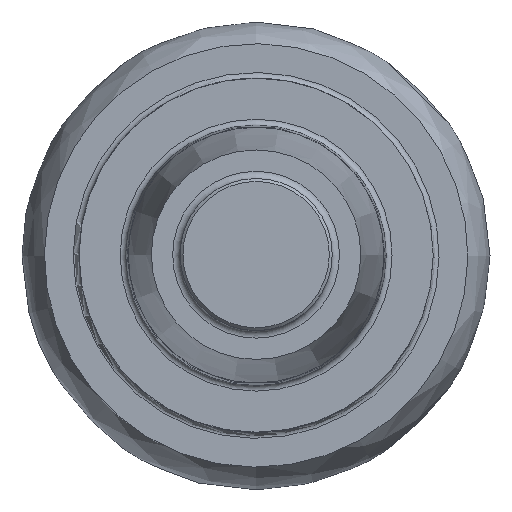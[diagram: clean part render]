
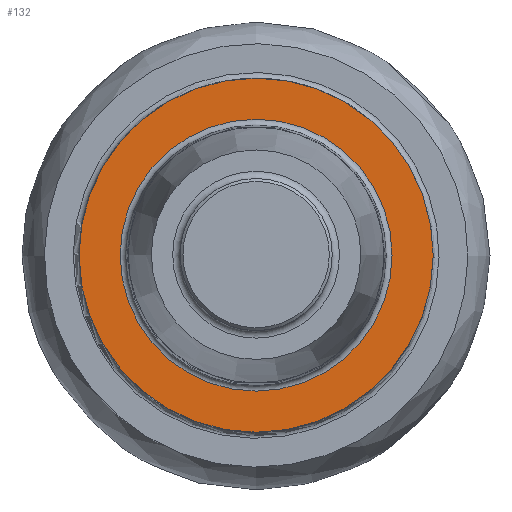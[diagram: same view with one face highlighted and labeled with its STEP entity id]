
A CAD part, top view. The second image highlights one B-rep face of the part: STEP entity #132.
In plain terms, the highlighted planar face has unit normal (0, 0, 1).
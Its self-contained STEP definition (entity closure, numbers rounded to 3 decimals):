
#119=PLANE('',#545);
#132=ADVANCED_FACE('',(#171,#172),#119,.F.);
#171=FACE_BOUND('',#206,.T.);
#172=FACE_BOUND('',#207,.T.);
#206=EDGE_LOOP('',(#299));
#207=EDGE_LOOP('',(#300));
#299=ORIENTED_EDGE('',*,*,#415,.T.);
#300=ORIENTED_EDGE('',*,*,#414,.F.);
#380=VERTEX_POINT('',#899);
#381=VERTEX_POINT('',#902);
#414=EDGE_CURVE('',#380,#380,#443,.T.);
#415=EDGE_CURVE('',#381,#381,#444,.T.);
#443=CIRCLE('',#542,12.1);
#444=CIRCLE('',#544,9.292);
#542=AXIS2_PLACEMENT_3D('',#898,#616,#617);
#544=AXIS2_PLACEMENT_3D('',#901,#620,#621);
#545=AXIS2_PLACEMENT_3D('',#903,#622,#623);
#616=DIRECTION('',(0.,0.,-1.));
#617=DIRECTION('',(-1.,0.,0.));
#620=DIRECTION('',(0.,0.,-1.));
#621=DIRECTION('',(-1.,0.,0.));
#622=DIRECTION('',(0.,0.,-1.));
#623=DIRECTION('',(-1.,0.,0.));
#898=CARTESIAN_POINT('',(0.,0.,0.));
#899=CARTESIAN_POINT('',(-12.1,0.,0.));
#901=CARTESIAN_POINT('',(0.,0.,0.));
#902=CARTESIAN_POINT('',(-9.292,0.,0.));
#903=CARTESIAN_POINT('',(-8.907,0.,0.));
